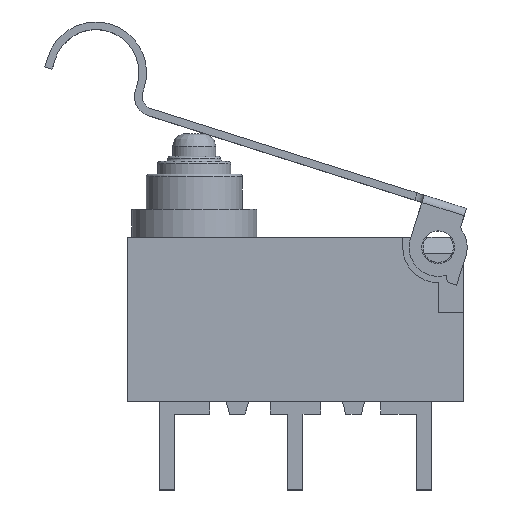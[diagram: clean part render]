
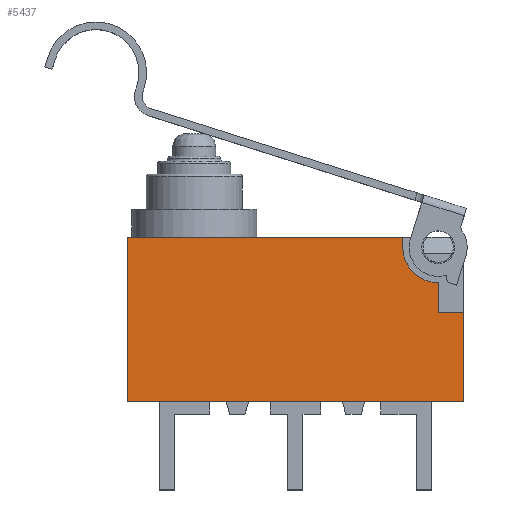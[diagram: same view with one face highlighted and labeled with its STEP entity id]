
A CAD part, top view. The second image highlights one B-rep face of the part: STEP entity #5437.
In plain terms, the highlighted planar face has unit normal (0, 0, 1).
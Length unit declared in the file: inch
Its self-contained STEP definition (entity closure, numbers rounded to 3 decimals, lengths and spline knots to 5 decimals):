
#4380=CARTESIAN_POINT('',(0.26181,0.01969,0.10433));
#4381=VERTEX_POINT('',#4380);
#4382=CARTESIAN_POINT('',(-0.26181,0.01969,0.10433));
#4383=VERTEX_POINT('',#4382);
#4384=CARTESIAN_POINT('',(0.26181,0.01969,0.10433));
#4385=DIRECTION('',(-1.0,0.0,0.0));
#4386=VECTOR('',#4385,0.52362);
#4387=LINE('',#4384,#4386);
#4388=EDGE_CURVE('',#4381,#4383,#4387,.T.);
#4557=CARTESIAN_POINT('',(-0.26181,0.27559,0.10433));
#4558=VERTEX_POINT('',#4557);
#4565=CARTESIAN_POINT('',(0.16732,0.27559,0.10433));
#4566=VERTEX_POINT('',#4565);
#4567=CARTESIAN_POINT('',(-0.26181,0.27559,0.10433));
#4568=DIRECTION('',(1.0,0.0,0.0));
#4569=VECTOR('',#4568,0.42913);
#4570=LINE('',#4567,#4569);
#4571=EDGE_CURVE('',#4558,#4566,#4570,.T.);
#4905=CARTESIAN_POINT('',(0.26181,0.15748,0.10433));
#4906=VERTEX_POINT('',#4905);
#4913=CARTESIAN_POINT('',(0.26181,0.15748,0.10433));
#4914=DIRECTION('',(0.0,-1.0,0.0));
#4915=VECTOR('',#4914,0.1378);
#4916=LINE('',#4913,#4915);
#4917=EDGE_CURVE('',#4906,#4381,#4916,.T.);
#4962=CARTESIAN_POINT('',(0.16732,0.25984,0.10433));
#4963=VERTEX_POINT('',#4962);
#4964=CARTESIAN_POINT('',(0.16732,0.25984,0.10433));
#4965=DIRECTION('',(0.0,1.0,0.0));
#4966=VECTOR('',#4965,0.01575);
#4967=LINE('',#4964,#4966);
#4968=EDGE_CURVE('',#4963,#4566,#4967,.T.);
#4994=CARTESIAN_POINT('',(0.22244,0.20472,0.10433));
#4995=VERTEX_POINT('',#4994);
#4996=CARTESIAN_POINT('',(0.22244,0.25984,0.10433));
#4997=DIRECTION('',(0.0,0.0,-1.0));
#4998=DIRECTION('',(-1.0,0.0,0.0));
#4999=AXIS2_PLACEMENT_3D('',#4996,#4997,#4998);
#5000=CIRCLE('',#4999,0.05512);
#5001=EDGE_CURVE('',#4995,#4963,#5000,.T.);
#5026=CARTESIAN_POINT('',(0.22244,0.15748,0.10433));
#5027=VERTEX_POINT('',#5026);
#5028=CARTESIAN_POINT('',(0.22244,0.15748,0.10433));
#5029=DIRECTION('',(0.0,1.0,0.0));
#5030=VECTOR('',#5029,0.04724);
#5031=LINE('',#5028,#5030);
#5032=EDGE_CURVE('',#5027,#4995,#5031,.T.);
#5055=CARTESIAN_POINT('',(0.26181,0.15748,0.10433));
#5056=DIRECTION('',(-1.0,0.0,0.0));
#5057=VECTOR('',#5056,0.03937);
#5058=LINE('',#5055,#5057);
#5059=EDGE_CURVE('',#4906,#5027,#5058,.T.);
#5410=CARTESIAN_POINT('',(-0.26181,0.01969,0.10433));
#5411=DIRECTION('',(0.0,1.0,0.0));
#5412=VECTOR('',#5411,0.25591);
#5413=LINE('',#5410,#5412);
#5414=EDGE_CURVE('',#4383,#4558,#5413,.T.);
#5422=CARTESIAN_POINT('',(0.0,0.14764,0.10433));
#5423=DIRECTION('',(0.0,0.0,1.0));
#5424=DIRECTION('',(1.0,0.0,0.0));
#5425=AXIS2_PLACEMENT_3D('',#5422,#5423,#5424);
#5426=PLANE('',#5425);
#5427=ORIENTED_EDGE('',*,*,#4968,.T.);
#5428=ORIENTED_EDGE('',*,*,#4571,.F.);
#5429=ORIENTED_EDGE('',*,*,#5414,.F.);
#5430=ORIENTED_EDGE('',*,*,#4388,.F.);
#5431=ORIENTED_EDGE('',*,*,#4917,.F.);
#5432=ORIENTED_EDGE('',*,*,#5059,.T.);
#5433=ORIENTED_EDGE('',*,*,#5032,.T.);
#5434=ORIENTED_EDGE('',*,*,#5001,.T.);
#5435=EDGE_LOOP('',(#5427,#5428,#5429,#5430,#5431,#5432,#5433,#5434));
#5436=FACE_OUTER_BOUND('',#5435,.T.);
#5437=ADVANCED_FACE('',(#5436),#5426,.T.);
